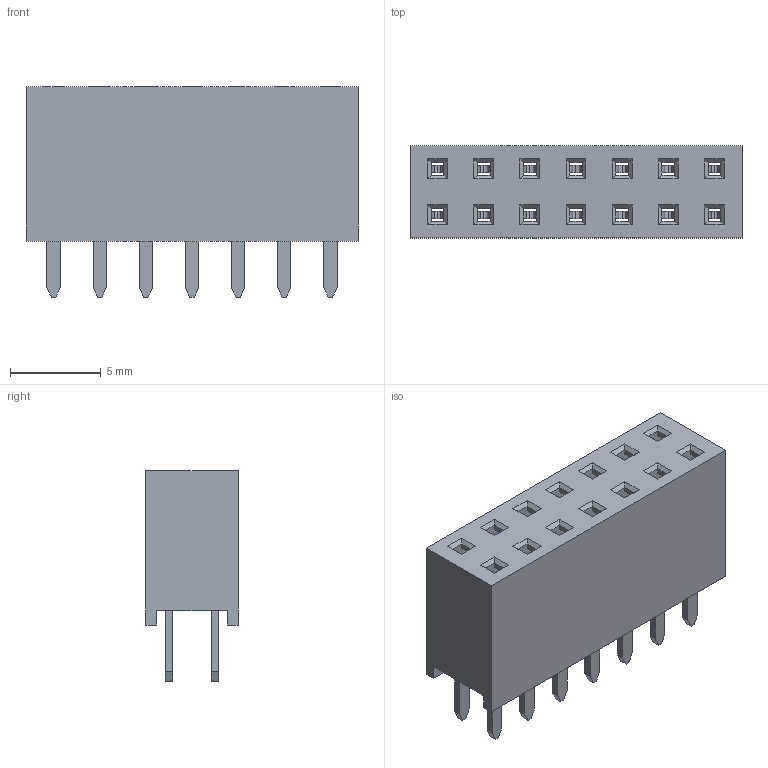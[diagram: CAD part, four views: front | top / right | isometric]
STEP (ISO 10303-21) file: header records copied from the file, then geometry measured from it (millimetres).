
FILE_DESCRIPTION(/* description */ ('Unknown'),/* implementation_level */ '2;1');
FILE_NAME(/* name */ '61301421821',/* time_stamp */ '2022-06-30T08:00:06+02:00',/* author */ ('Unknown'),/* organization */ ('Unknown'),/* preprocessor_version */ 'ST-DEVELOPER v16.7',/* originating_system */ 'Solid Edge',/* authorisation */ 'Unknown');
FILE_SCHEMA (('AUTOMOTIVE_DESIGN {1 0 10303 214 3 1 1}'));
Length unit declared in the file: millimetre
Products named in the file (3): 6130xx21821; 61301421821; 6130xx21821_PIN
Assembly tree (15 placements, depth 2):
  6130xx21821
    61301421821
    6130xx21821_PIN  x14
Bounding box: 18.28 x 5.08 x 11.6 mm (x, y, z)
Volume: 641.7 mm3; surface area: 1606.8 mm2
Topology: 15 solids, 15 shells, 584 faces, 1550 edges, 996 vertices
Faces by surface type: plane 444, cylinder 84, bspline 28, torus 28
Entity records: 6461 total; most frequent: CARTESIAN_POINT 1158, ORIENTED_EDGE 1090, DIRECTION 1001, EDGE_CURVE 545, LINE 523, VECTOR 523, VERTEX_POINT 344, AXIS2_PLACEMENT_3D 239
